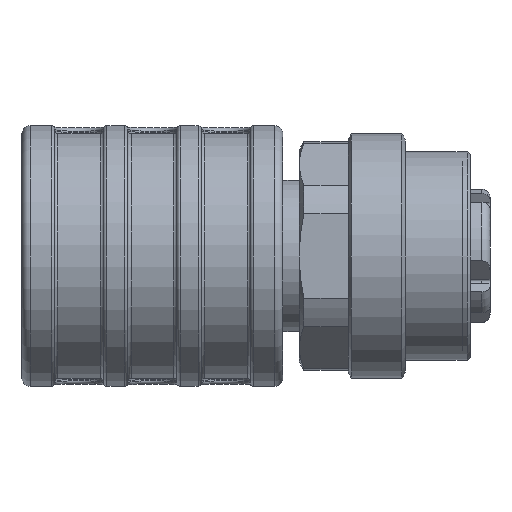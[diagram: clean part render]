
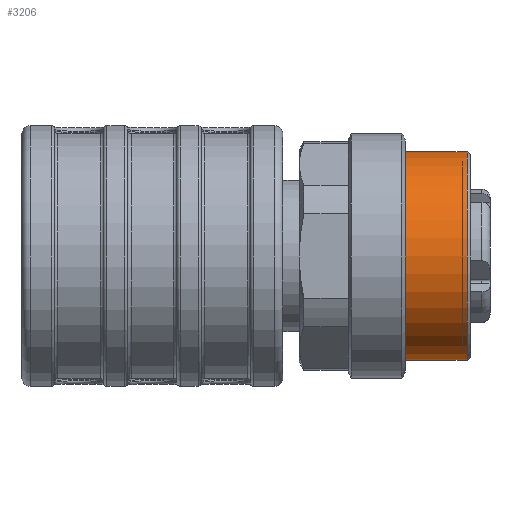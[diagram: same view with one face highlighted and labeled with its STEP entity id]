
A CAD part, front view. The second image highlights one B-rep face of the part: STEP entity #3206.
In plain terms, the highlighted cylindrical face has radius 6.4 mm (diameter 12.8 mm), a full revolution.
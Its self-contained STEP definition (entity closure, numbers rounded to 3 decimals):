
#3206=ADVANCED_FACE('',(#3712,#3713),#3503,.T.);
#3503=CYLINDRICAL_SURFACE('',#10989,6.4);
#3712=FACE_BOUND('',#4307,.T.);
#3713=FACE_BOUND('',#4308,.T.);
#4307=EDGE_LOOP('',(#6745));
#4308=EDGE_LOOP('',(#6746));
#6745=ORIENTED_EDGE('',*,*,#9513,.T.);
#6746=ORIENTED_EDGE('',*,*,#9514,.T.);
#8172=VERTEX_POINT('',#19332);
#8173=VERTEX_POINT('',#19335);
#9513=EDGE_CURVE('',#8172,#8172,#10166,.T.);
#9514=EDGE_CURVE('',#8173,#8173,#10167,.T.);
#10166=CIRCLE('',#10986,6.4);
#10167=CIRCLE('',#10988,6.4);
#10986=AXIS2_PLACEMENT_3D('',#19331,#13158,#13159);
#10988=AXIS2_PLACEMENT_3D('',#19334,#13162,#13163);
#10989=AXIS2_PLACEMENT_3D('',#19336,#13164,#13165);
#13158=DIRECTION('',(-1.,0.,0.));
#13159=DIRECTION('',(0.,0.866,-0.5));
#13162=DIRECTION('',(1.,0.,0.));
#13163=DIRECTION('',(0.,-0.5,-0.866));
#13164=DIRECTION('',(1.,0.,0.));
#13165=DIRECTION('',(0.,-0.5,-0.866));
#19331=CARTESIAN_POINT('',(62.896,-48.704,14.404));
#19332=CARTESIAN_POINT('',(62.896,-43.161,11.204));
#19334=CARTESIAN_POINT('',(59.096,-48.704,14.404));
#19335=CARTESIAN_POINT('',(59.096,-51.904,8.862));
#19336=CARTESIAN_POINT('',(63.096,-48.704,14.404));
